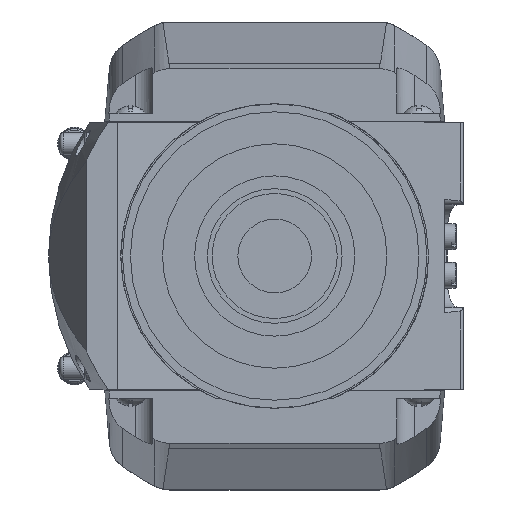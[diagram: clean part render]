
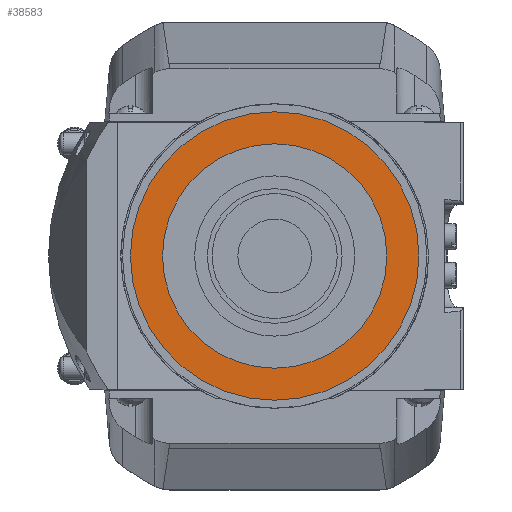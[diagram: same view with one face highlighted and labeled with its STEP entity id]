
A CAD part, front view. The second image highlights one B-rep face of the part: STEP entity #38583.
In plain terms, the highlighted planar face has unit normal (0, -1, 0).
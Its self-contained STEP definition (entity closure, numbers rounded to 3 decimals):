
#11641=CARTESIAN_POINT('',(0.,73.5,0.));
#11642=DIRECTION('',(0.,-1.,0.));
#11643=DIRECTION('',(0.,0.,-1.));
#11644=AXIS2_PLACEMENT_3D('',#11641,#11642,#11643);
#11646=CARTESIAN_POINT('',(0.,73.5,0.));
#11647=DIRECTION('',(0.,-1.,0.));
#11648=DIRECTION('',(0.,0.,1.));
#11649=AXIS2_PLACEMENT_3D('',#11646,#11647,#11648);
#11651=CARTESIAN_POINT('',(0.,73.5,0.));
#11652=DIRECTION('',(0.,1.,0.));
#11653=DIRECTION('',(0.,0.,-1.));
#11654=AXIS2_PLACEMENT_3D('',#11651,#11652,#11653);
#11656=CARTESIAN_POINT('',(0.,73.5,0.));
#11657=DIRECTION('',(0.,1.,0.));
#11658=DIRECTION('',(0.,0.,1.));
#11659=AXIS2_PLACEMENT_3D('',#11656,#11657,#11658);
#17205=CARTESIAN_POINT('',(0.,73.5,45.));
#17207=VERTEX_POINT('',#17205);
#17209=CARTESIAN_POINT('',(0.,73.5,-45.));
#17211=VERTEX_POINT('',#17209);
#17532=CARTESIAN_POINT('',(0.,73.5,35.));
#17534=VERTEX_POINT('',#17532);
#17536=CARTESIAN_POINT('',(0.,73.5,-35.));
#17538=VERTEX_POINT('',#17536);
#38567=CARTESIAN_POINT('',(-35.,73.5,0.));
#38568=DIRECTION('',(0.,1.,0.));
#38569=DIRECTION('',(0.,0.,-1.));
#38570=AXIS2_PLACEMENT_3D('',#38567,#38568,#38569);
#38571=PLANE('',#38570);
#38573=ORIENTED_EDGE('',*,*,#38572,.F.);
#38574=ORIENTED_EDGE('',*,*,#38550,.F.);
#38575=EDGE_LOOP('',(#38573,#38574));
#38576=FACE_OUTER_BOUND('',#38575,.F.);
#38578=ORIENTED_EDGE('',*,*,#38577,.F.);
#38580=ORIENTED_EDGE('',*,*,#38579,.F.);
#38581=EDGE_LOOP('',(#38578,#38580));
#38582=FACE_BOUND('',#38581,.F.);
#11645=CIRCLE('',#11644,45.);
#11650=CIRCLE('',#11649,45.);
#11655=CIRCLE('',#11654,35.);
#11660=CIRCLE('',#11659,35.);
#38550=EDGE_CURVE('',#17207,#17211,#11650,.T.);
#38572=EDGE_CURVE('',#17211,#17207,#11645,.T.);
#38577=EDGE_CURVE('',#17538,#17534,#11655,.T.);
#38579=EDGE_CURVE('',#17534,#17538,#11660,.T.);
#38583=ADVANCED_FACE('',(#38576,#38582),#38571,.F.);
